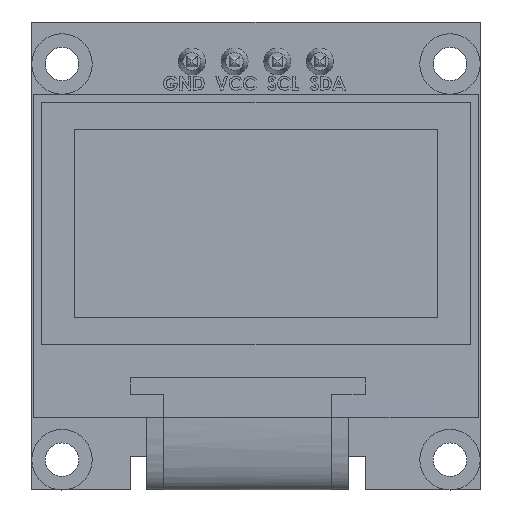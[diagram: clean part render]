
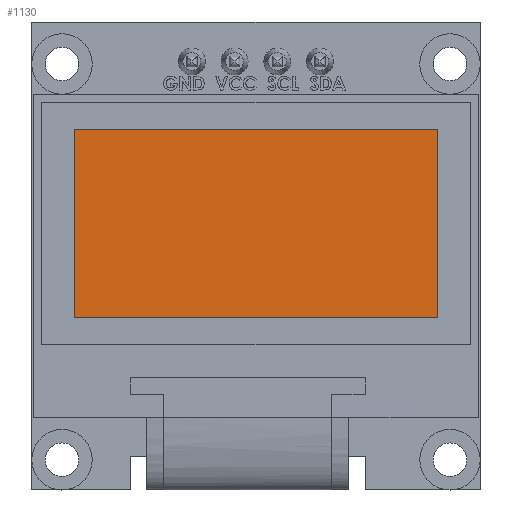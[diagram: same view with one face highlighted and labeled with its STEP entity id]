
A CAD part, top view. The second image highlights one B-rep face of the part: STEP entity #1130.
In plain terms, the highlighted planar face has unit normal (0, 0, 1).
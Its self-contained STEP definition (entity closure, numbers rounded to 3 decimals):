
#1130=ADVANCED_FACE('',(#2667),#2669,.T.);
#2667=FACE_BOUND('',#2668,.T.);
#2668=EDGE_LOOP('',(#4185,#4186,#4187,#4188));
#2669=PLANE('',#2670);
#2670=AXIS2_PLACEMENT_3D('',#2671,#2672,#2673);
#2671=CARTESIAN_POINT('',(-34.33,-3.004,1.265));
#2672=DIRECTION('',(0.,0.,1.));
#2673=DIRECTION('',(1.,0.,0.));
#4185=ORIENTED_EDGE('',*,*,#5001,.T.);
#4186=ORIENTED_EDGE('',*,*,#5002,.T.);
#4187=ORIENTED_EDGE('',*,*,#5003,.T.);
#4188=ORIENTED_EDGE('',*,*,#5004,.T.);
#5001=EDGE_CURVE('',#5929,#5930,#5931,.T.);
#5002=EDGE_CURVE('',#5930,#5932,#5933,.F.);
#5003=EDGE_CURVE('',#5932,#5934,#5935,.F.);
#5004=EDGE_CURVE('',#5934,#5929,#5936,.T.);
#5929=VERTEX_POINT('',#9384);
#5930=VERTEX_POINT('',#9385);
#5931=LINE('',#9386,#9387);
#5932=VERTEX_POINT('',#9389);
#5933=LINE('',#9390,#9391);
#5934=VERTEX_POINT('',#9393);
#5935=LINE('',#9394,#9395);
#5936=LINE('',#9397,#9398);
#9384=CARTESIAN_POINT('',(-23.55,-8.054,1.265));
#9385=CARTESIAN_POINT('',(-23.55,3.166,1.265));
#9386=CARTESIAN_POINT('',(-23.55,-8.054,1.265));
#9387=VECTOR('',#9388,1.);
#9388=DIRECTION('',(0.,1.,0.));
#9389=CARTESIAN_POINT('',(-45.11,3.166,1.265));
#9390=CARTESIAN_POINT('',(-45.11,3.166,1.265));
#9391=VECTOR('',#9392,1.);
#9392=DIRECTION('',(1.,0.,0.));
#9393=CARTESIAN_POINT('',(-45.11,-8.054,1.265));
#9394=CARTESIAN_POINT('',(-45.11,-8.054,1.265));
#9395=VECTOR('',#9396,1.);
#9396=DIRECTION('',(0.,1.,0.));
#9397=CARTESIAN_POINT('',(-45.11,-8.054,1.265));
#9398=VECTOR('',#9399,1.);
#9399=DIRECTION('',(1.,0.,0.));
